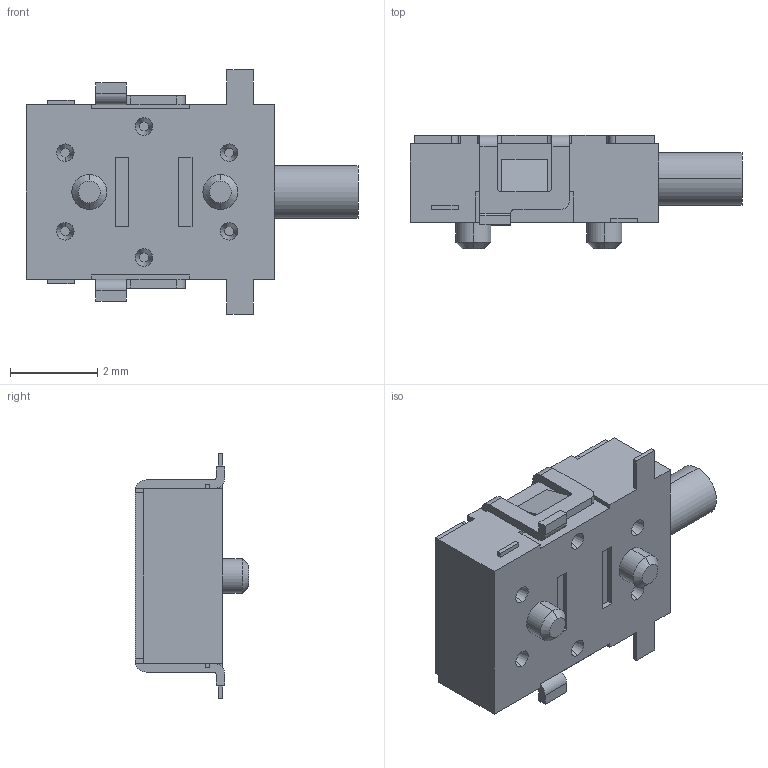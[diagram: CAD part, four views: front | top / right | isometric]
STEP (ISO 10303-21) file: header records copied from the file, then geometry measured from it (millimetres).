
FILE_DESCRIPTION (( 'STEP AP214' ), '1' );
FILE_NAME ('CL-DA-1BB4-A2T.STEP', '2024-03-11T06:47:47', ( '' ), ( '' ), 'SwSTEP 2.0', 'SolidWorks 2023', '' );
FILE_SCHEMA (( 'AUTOMOTIVE_DESIGN' ));
Length unit declared in the file: millimetre
Products named in the file (3): CL-DA-1BB4-A2T; CL-DA-b; CL-DA-k
Assembly tree (2 placements, depth 2):
  CL-DA-1BB4-A2T
    CL-DA-b
    CL-DA-k
Bounding box: 7.6 x 2.6 x 5.6 mm (x, y, z)
Volume: 45.6 mm3; surface area: 117.3 mm2
Topology: 1 solids, 2 shells, 187 faces, 497 edges, 325 vertices
Faces by surface type: plane 121, cylinder 50, cone 16
Entity records: 7911 total; most frequent: CARTESIAN_POINT 1012, DIRECTION 1009, ORIENTED_EDGE 988, EDGE_CURVE 495, LINE 367, VECTOR 367, VERTEX_POINT 324, AXIS2_PLACEMENT_3D 321
